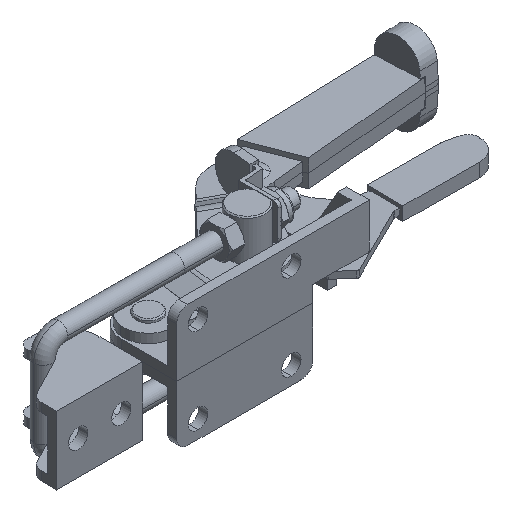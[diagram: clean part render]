
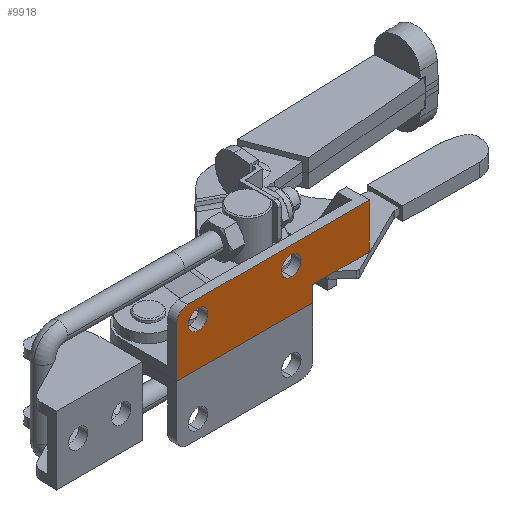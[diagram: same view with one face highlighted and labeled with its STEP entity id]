
A CAD part, isometric view. The second image highlights one B-rep face of the part: STEP entity #9918.
In plain terms, the highlighted planar face has unit normal (0, -1, 0).
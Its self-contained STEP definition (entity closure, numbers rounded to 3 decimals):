
#243 = EDGE_LOOP ( 'NONE', ( #11857, #7407, #5056, #1102, #7042, #13831, #10246 ) ) ;
#568 = CARTESIAN_POINT ( 'NONE',  ( 85.3, 0., 7. ) ) ;
#577 = CARTESIAN_POINT ( 'NONE',  ( 9.5, 0., 14.75 ) ) ;
#707 = DIRECTION ( 'NONE',  ( 1., 0., 0. ) ) ;
#770 = CARTESIAN_POINT ( 'NONE',  ( 50.8, 0., 19.05 ) ) ;
#775 = CARTESIAN_POINT ( 'NONE',  ( 0., 0., 0. ) ) ;
#789 = DIRECTION ( 'NONE',  ( 0., -1., 0. ) ) ;
#832 = VERTEX_POINT ( 'NONE', #2630 ) ;
#844 = LINE ( 'NONE', #5423, #7046 ) ;
#974 = DIRECTION ( 'NONE',  ( 0., 0., -1. ) ) ;
#1102 = ORIENTED_EDGE ( 'NONE', *, *, #12757, .T. ) ;
#1327 = AXIS2_PLACEMENT_3D ( 'NONE', #7830, #789, #13760 ) ;
#1363 = EDGE_LOOP ( 'NONE', ( #13203, #8854 ) ) ;
#1688 = CARTESIAN_POINT ( 'NONE',  ( 85.3, 0., 7. ) ) ;
#1985 = EDGE_CURVE ( 'NONE', #5304, #14505, #3084, .T. ) ;
#2047 = VERTEX_POINT ( 'NONE', #4278 ) ;
#2206 = DIRECTION ( 'NONE',  ( 0., -1., 0. ) ) ;
#2216 = LINE ( 'NONE', #5420, #8066 ) ;
#2503 = VERTEX_POINT ( 'NONE', #6408 ) ;
#2630 = CARTESIAN_POINT ( 'NONE',  ( 0., 0., 22. ) ) ;
#2753 = DIRECTION ( 'NONE',  ( 0., 0., 1. ) ) ;
#2761 = CIRCLE ( 'NONE', #9577, 4.3 ) ;
#2821 = CARTESIAN_POINT ( 'NONE',  ( 0., 0., 4. ) ) ;
#3084 = CIRCLE ( 'NONE', #10273, 4.3 ) ;
#3233 = EDGE_CURVE ( 'NONE', #2503, #9866, #8562, .T. ) ;
#3317 = CARTESIAN_POINT ( 'NONE',  ( 5., 0., 27. ) ) ;
#3405 = DIRECTION ( 'NONE',  ( -1., 0., 0. ) ) ;
#3428 = EDGE_CURVE ( 'NONE', #14505, #5304, #14675, .T. ) ;
#3449 = EDGE_CURVE ( 'NONE', #12906, #8598, #844, .T. ) ;
#3927 = VECTOR ( 'NONE', #3405, 1000. ) ;
#4000 = CARTESIAN_POINT ( 'NONE',  ( 5., 0., 27. ) ) ;
#4015 = ORIENTED_EDGE ( 'NONE', *, *, #3233, .F. ) ;
#4135 = VECTOR ( 'NONE', #13869, 1000. ) ;
#4278 = CARTESIAN_POINT ( 'NONE',  ( 0., 0., 0. ) ) ;
#4765 = VECTOR ( 'NONE', #707, 1000. ) ;
#5056 = ORIENTED_EDGE ( 'NONE', *, *, #5988, .F. ) ;
#5304 = VERTEX_POINT ( 'NONE', #577 ) ;
#5420 = CARTESIAN_POINT ( 'NONE',  ( 0., 0., 4. ) ) ;
#5423 = CARTESIAN_POINT ( 'NONE',  ( 60.3, 0., 7. ) ) ;
#5520 = LINE ( 'NONE', #775, #4765 ) ;
#5988 = EDGE_CURVE ( 'NONE', #11327, #12906, #8363, .T. ) ;
#6015 = VERTEX_POINT ( 'NONE', #9265 ) ;
#6040 = DIRECTION ( 'NONE',  ( 0., 0., 1. ) ) ;
#6055 = DIRECTION ( 'NONE',  ( 0., -1., 0. ) ) ;
#6061 = VECTOR ( 'NONE', #15061, 1000. ) ;
#6064 = CARTESIAN_POINT ( 'NONE',  ( 50.8, 0., 19.05 ) ) ;
#6408 = CARTESIAN_POINT ( 'NONE',  ( 50.8, 0., 23.35 ) ) ;
#6793 = FACE_OUTER_BOUND ( 'NONE', #243, .T. ) ;
#6991 = DIRECTION ( 'NONE',  ( 0., -1., 0. ) ) ;
#7042 = ORIENTED_EDGE ( 'NONE', *, *, #8832, .T. ) ;
#7046 = VECTOR ( 'NONE', #12328, 1000. ) ;
#7050 = CARTESIAN_POINT ( 'NONE',  ( 9.5, 0., 23.35 ) ) ;
#7164 = FACE_BOUND ( 'NONE', #1363, .T. ) ;
#7233 = ORIENTED_EDGE ( 'NONE', *, *, #14623, .F. ) ;
#7319 = DIRECTION ( 'NONE',  ( 0., 0., 1. ) ) ;
#7347 = DIRECTION ( 'NONE',  ( 0., -1., 0. ) ) ;
#7367 = CARTESIAN_POINT ( 'NONE',  ( 5., 0., 22. ) ) ;
#7407 = ORIENTED_EDGE ( 'NONE', *, *, #3449, .F. ) ;
#7459 = DIRECTION ( 'NONE',  ( 0., 1., 0. ) ) ;
#7482 = PLANE ( 'NONE',  #9546 ) ;
#7829 = AXIS2_PLACEMENT_3D ( 'NONE', #7367, #7347, #7319 ) ;
#7830 = CARTESIAN_POINT ( 'NONE',  ( 9.5, 0., 19.05 ) ) ;
#8066 = VECTOR ( 'NONE', #974, 1000. ) ;
#8363 = LINE ( 'NONE', #1688, #4135 ) ;
#8562 = CIRCLE ( 'NONE', #9479, 4.3 ) ;
#8598 = VERTEX_POINT ( 'NONE', #12966 ) ;
#8832 = EDGE_CURVE ( 'NONE', #14831, #832, #10345, .T. ) ;
#8854 = ORIENTED_EDGE ( 'NONE', *, *, #3428, .F. ) ;
#8943 = DIRECTION ( 'NONE',  ( 0., 0., 1. ) ) ;
#9104 = EDGE_CURVE ( 'NONE', #2047, #6015, #5520, .T. ) ;
#9197 = LINE ( 'NONE', #11183, #6061 ) ;
#9227 = DIRECTION ( 'NONE',  ( 0., 0., -1. ) ) ;
#9256 = EDGE_CURVE ( 'NONE', #832, #2047, #2216, .T. ) ;
#9265 = CARTESIAN_POINT ( 'NONE',  ( 60.3, 0., 0. ) ) ;
#9479 = AXIS2_PLACEMENT_3D ( 'NONE', #770, #6991, #8943 ) ;
#9512 = CARTESIAN_POINT ( 'NONE',  ( 85.3, 0., 27. ) ) ;
#9546 = AXIS2_PLACEMENT_3D ( 'NONE', #2821, #7459, #2753 ) ;
#9577 = AXIS2_PLACEMENT_3D ( 'NONE', #6064, #6055, #6040 ) ;
#9866 = VERTEX_POINT ( 'NONE', #13269 ) ;
#9918 = ADVANCED_FACE ( 'NONE', ( #13491, #7164, #6793 ), #7482, .F. ) ;
#10246 = ORIENTED_EDGE ( 'NONE', *, *, #9104, .T. ) ;
#10273 = AXIS2_PLACEMENT_3D ( 'NONE', #11871, #2206, #9227 ) ;
#10297 = EDGE_CURVE ( 'NONE', #8598, #6015, #9197, .T. ) ;
#10345 = CIRCLE ( 'NONE', #7829, 5. ) ;
#11183 = CARTESIAN_POINT ( 'NONE',  ( 60.3, 0., 4. ) ) ;
#11327 = VERTEX_POINT ( 'NONE', #9512 ) ;
#11528 = EDGE_LOOP ( 'NONE', ( #7233, #4015 ) ) ;
#11857 = ORIENTED_EDGE ( 'NONE', *, *, #10297, .F. ) ;
#11871 = CARTESIAN_POINT ( 'NONE',  ( 9.5, 0., 19.05 ) ) ;
#12328 = DIRECTION ( 'NONE',  ( -1., 0., 0. ) ) ;
#12757 = EDGE_CURVE ( 'NONE', #11327, #14831, #13358, .T. ) ;
#12906 = VERTEX_POINT ( 'NONE', #568 ) ;
#12966 = CARTESIAN_POINT ( 'NONE',  ( 60.3, 0., 7. ) ) ;
#13203 = ORIENTED_EDGE ( 'NONE', *, *, #1985, .F. ) ;
#13269 = CARTESIAN_POINT ( 'NONE',  ( 50.8, 0., 14.75 ) ) ;
#13358 = LINE ( 'NONE', #4000, #3927 ) ;
#13491 = FACE_BOUND ( 'NONE', #11528, .T. ) ;
#13760 = DIRECTION ( 'NONE',  ( 0., 0., -1. ) ) ;
#13831 = ORIENTED_EDGE ( 'NONE', *, *, #9256, .T. ) ;
#13869 = DIRECTION ( 'NONE',  ( 0., 0., -1. ) ) ;
#14505 = VERTEX_POINT ( 'NONE', #7050 ) ;
#14623 = EDGE_CURVE ( 'NONE', #9866, #2503, #2761, .T. ) ;
#14675 = CIRCLE ( 'NONE', #1327, 4.3 ) ;
#14831 = VERTEX_POINT ( 'NONE', #3317 ) ;
#15061 = DIRECTION ( 'NONE',  ( 0., 0., -1. ) ) ;
